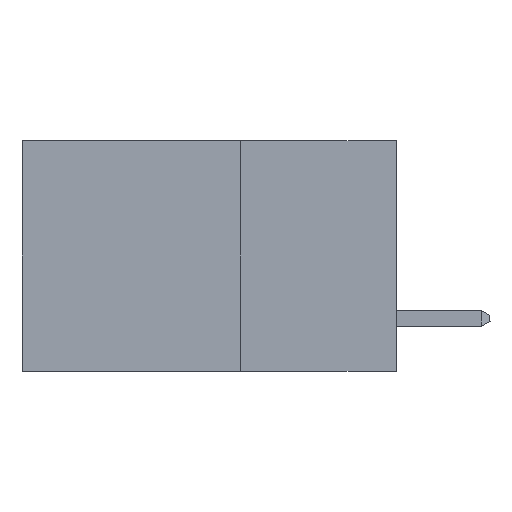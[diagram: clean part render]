
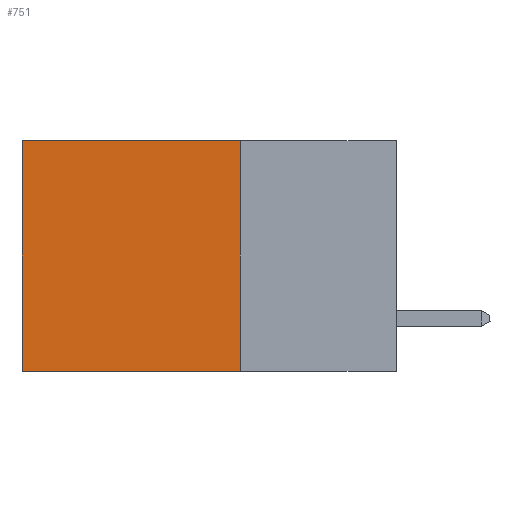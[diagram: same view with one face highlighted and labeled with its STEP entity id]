
A CAD part, left-side view. The second image highlights one B-rep face of the part: STEP entity #751.
In plain terms, the highlighted planar face has unit normal (-1, 0, 0).
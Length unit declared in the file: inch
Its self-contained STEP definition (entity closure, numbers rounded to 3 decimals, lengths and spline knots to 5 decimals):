
#136 = LINE ( 'NONE', #8049, #11891 ) ;
#468 = VERTEX_POINT ( 'NONE', #899 ) ;
#510 = EDGE_CURVE ( 'NONE', #6078, #468, #136, .T. ) ;
#751 = ADVANCED_FACE ( 'NONE', ( #4713 ), #9119, .F. ) ;
#899 = CARTESIAN_POINT ( 'NONE',  ( 0.298, 0.6, -0.37 ) ) ;
#1128 = AXIS2_PLACEMENT_3D ( 'NONE', #9144, #9102, #8947 ) ;
#1564 = ORIENTED_EDGE ( 'NONE', *, *, #510, .F. ) ;
#1751 = DIRECTION ( 'NONE',  ( 0., 1., 0. ) ) ;
#1837 = VECTOR ( 'NONE', #1751, 39.37008 ) ;
#1953 = CARTESIAN_POINT ( 'NONE',  ( 0.298, 0.25, 0. ) ) ;
#2648 = CARTESIAN_POINT ( 'NONE',  ( 0.298, 0.6, 0. ) ) ;
#3700 = VECTOR ( 'NONE', #13337, 39.37008 ) ;
#4340 = EDGE_LOOP ( 'NONE', ( #8361, #1564, #6933, #10274 ) ) ;
#4398 = CARTESIAN_POINT ( 'NONE',  ( 0.298, 0.25, 0. ) ) ;
#4713 = FACE_OUTER_BOUND ( 'NONE', #4340, .T. ) ;
#5023 = DIRECTION ( 'NONE',  ( 0., 0., -1. ) ) ;
#6078 = VERTEX_POINT ( 'NONE', #8450 ) ;
#6429 = VECTOR ( 'NONE', #5023, 39.37008 ) ;
#6848 = LINE ( 'NONE', #4398, #3700 ) ;
#6933 = ORIENTED_EDGE ( 'NONE', *, *, #8056, .F. ) ;
#7662 = LINE ( 'NONE', #13050, #1837 ) ;
#8013 = DIRECTION ( 'NONE',  ( 0., 1., 0. ) ) ;
#8049 = CARTESIAN_POINT ( 'NONE',  ( 0.298, 0.25, -0.37 ) ) ;
#8056 = EDGE_CURVE ( 'NONE', #9977, #6078, #6848, .T. ) ;
#8361 = ORIENTED_EDGE ( 'NONE', *, *, #9745, .T. ) ;
#8450 = CARTESIAN_POINT ( 'NONE',  ( 0.298, 0.25, -0.37 ) ) ;
#8947 = DIRECTION ( 'NONE',  ( 0., 0., -1. ) ) ;
#9102 = DIRECTION ( 'NONE',  ( 1., 0., 0. ) ) ;
#9119 = PLANE ( 'NONE',  #1128 ) ;
#9144 = CARTESIAN_POINT ( 'NONE',  ( 0.298, 0.25, 0. ) ) ;
#9360 = LINE ( 'NONE', #2648, #6429 ) ;
#9461 = VERTEX_POINT ( 'NONE', #13578 ) ;
#9745 = EDGE_CURVE ( 'NONE', #9461, #468, #9360, .T. ) ;
#9884 = EDGE_CURVE ( 'NONE', #9977, #9461, #7662, .T. ) ;
#9977 = VERTEX_POINT ( 'NONE', #1953 ) ;
#10274 = ORIENTED_EDGE ( 'NONE', *, *, #9884, .T. ) ;
#11891 = VECTOR ( 'NONE', #8013, 39.37008 ) ;
#13050 = CARTESIAN_POINT ( 'NONE',  ( 0.298, 0.25, 0. ) ) ;
#13337 = DIRECTION ( 'NONE',  ( 0., 0., -1. ) ) ;
#13578 = CARTESIAN_POINT ( 'NONE',  ( 0.298, 0.6, 0. ) ) ;
